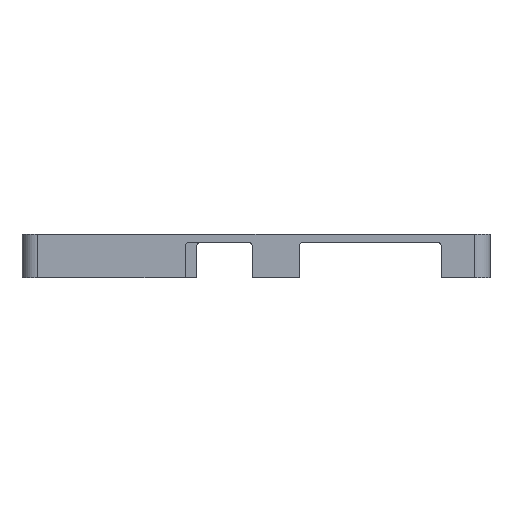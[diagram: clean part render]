
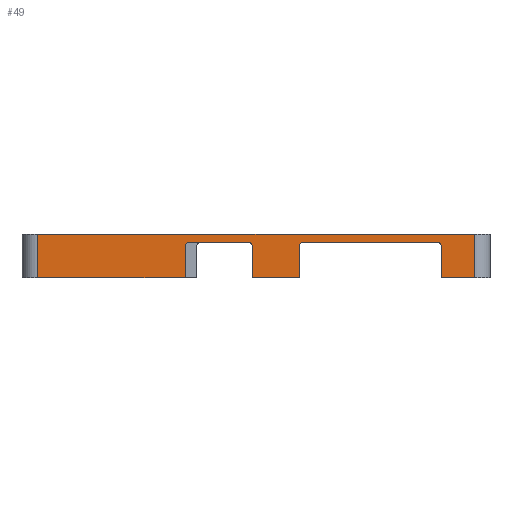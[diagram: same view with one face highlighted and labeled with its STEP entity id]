
A CAD part, front view. The second image highlights one B-rep face of the part: STEP entity #49.
In plain terms, the highlighted planar face has unit normal (0, -1, 0).
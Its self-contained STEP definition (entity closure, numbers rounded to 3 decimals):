
#39 = CARTESIAN_POINT ( 'NONE',  ( -27.7, -21.7, 0. ) ) ;
#49 = ADVANCED_FACE ( 'NONE', ( #10532 ), #605, .T. ) ;
#110 = CARTESIAN_POINT ( 'NONE',  ( 27.7, -21.7, -5.5 ) ) ;
#173 = DIRECTION ( 'NONE',  ( -1., 0., 0. ) ) ;
#247 = ORIENTED_EDGE ( 'NONE', *, *, #5711, .T. ) ;
#267 = VECTOR ( 'NONE', #974, 1000. ) ;
#564 = EDGE_CURVE ( 'NONE', #7427, #5607, #734, .T. ) ;
#605 = PLANE ( 'NONE',  #7109 ) ;
#734 = LINE ( 'NONE', #5165, #864 ) ;
#858 = EDGE_CURVE ( 'NONE', #5789, #8438, #14048, .T. ) ;
#864 = VECTOR ( 'NONE', #9573, 1000. ) ;
#903 = LINE ( 'NONE', #3087, #5155 ) ;
#950 = CARTESIAN_POINT ( 'NONE',  ( -27.7, -21.7, -5.5 ) ) ;
#974 = DIRECTION ( 'NONE',  ( 0., 0., -1. ) ) ;
#1020 = EDGE_CURVE ( 'NONE', #11017, #5789, #1335, .T. ) ;
#1221 = DIRECTION ( 'NONE',  ( -1., 0., 0. ) ) ;
#1335 = CIRCLE ( 'NONE', #5292, 0.5 ) ;
#1380 = ORIENTED_EDGE ( 'NONE', *, *, #4012, .T. ) ;
#1478 = CARTESIAN_POINT ( 'NONE',  ( -1., -21.7, -1. ) ) ;
#1754 = DIRECTION ( 'NONE',  ( -1., 0., 0. ) ) ;
#1800 = VECTOR ( 'NONE', #1221, 1000. ) ;
#1846 = CARTESIAN_POINT ( 'NONE',  ( 23., -21.7, -1.5 ) ) ;
#1894 = EDGE_CURVE ( 'NONE', #11017, #10714, #10353, .T. ) ;
#2056 = VERTEX_POINT ( 'NONE', #12742 ) ;
#2058 = EDGE_CURVE ( 'NONE', #7427, #10714, #11085, .T. ) ;
#2135 = ORIENTED_EDGE ( 'NONE', *, *, #564, .F. ) ;
#2199 = DIRECTION ( 'NONE',  ( 0., 0., -1. ) ) ;
#2226 = CARTESIAN_POINT ( 'NONE',  ( -1., -21.7, -1.5 ) ) ;
#2377 = CIRCLE ( 'NONE', #11866, 0.5 ) ;
#2548 = VERTEX_POINT ( 'NONE', #39 ) ;
#2735 = ORIENTED_EDGE ( 'NONE', *, *, #5242, .F. ) ;
#2745 = LINE ( 'NONE', #10290, #7212 ) ;
#3087 = CARTESIAN_POINT ( 'NONE',  ( 23.5, -21.7, -1.5 ) ) ;
#3604 = CARTESIAN_POINT ( 'NONE',  ( 23.5, -21.7, -5.5 ) ) ;
#3709 = CARTESIAN_POINT ( 'NONE',  ( 27.7, -21.7, 0. ) ) ;
#3739 = CIRCLE ( 'NONE', #9985, 0.5 ) ;
#4012 = EDGE_CURVE ( 'NONE', #7625, #2548, #13897, .T. ) ;
#4210 = CARTESIAN_POINT ( 'NONE',  ( 5.5, -21.7, -1.5 ) ) ;
#4510 = EDGE_CURVE ( 'NONE', #13539, #9414, #11629, .T. ) ;
#4947 = ORIENTED_EDGE ( 'NONE', *, *, #858, .T. ) ;
#5001 = DIRECTION ( 'NONE',  ( -1., 0., 0. ) ) ;
#5014 = ORIENTED_EDGE ( 'NONE', *, *, #1894, .F. ) ;
#5073 = CARTESIAN_POINT ( 'NONE',  ( -8.5, -21.7, -1.5 ) ) ;
#5128 = CARTESIAN_POINT ( 'NONE',  ( 5.5, -21.7, -5.5 ) ) ;
#5155 = VECTOR ( 'NONE', #2199, 1000. ) ;
#5165 = CARTESIAN_POINT ( 'NONE',  ( -9., -21.7, -1.5 ) ) ;
#5242 = EDGE_CURVE ( 'NONE', #11630, #2548, #2745, .T. ) ;
#5292 = AXIS2_PLACEMENT_3D ( 'NONE', #2226, #9775, #8901 ) ;
#5423 = VECTOR ( 'NONE', #11259, 1000. ) ;
#5607 = VERTEX_POINT ( 'NONE', #8293 ) ;
#5622 = LINE ( 'NONE', #11196, #12037 ) ;
#5711 = EDGE_CURVE ( 'NONE', #10055, #12404, #903, .T. ) ;
#5789 = VERTEX_POINT ( 'NONE', #7565 ) ;
#5812 = CARTESIAN_POINT ( 'NONE',  ( -1., -21.7, -1. ) ) ;
#5844 = LINE ( 'NONE', #110, #9069 ) ;
#6003 = EDGE_CURVE ( 'NONE', #13539, #7976, #2377, .T. ) ;
#6118 = DIRECTION ( 'NONE',  ( 0., 1., 0. ) ) ;
#6198 = VECTOR ( 'NONE', #13767, 1000. ) ;
#6460 = LINE ( 'NONE', #8693, #1800 ) ;
#6779 = LINE ( 'NONE', #6918, #5423 ) ;
#6918 = CARTESIAN_POINT ( 'NONE',  ( 5.5, -21.7, -5.5 ) ) ;
#7042 = DIRECTION ( 'NONE',  ( 0., 0., 1. ) ) ;
#7109 = AXIS2_PLACEMENT_3D ( 'NONE', #8359, #9591, #1754 ) ;
#7212 = VECTOR ( 'NONE', #7042, 1000. ) ;
#7219 = EDGE_CURVE ( 'NONE', #9414, #8438, #6779, .T. ) ;
#7427 = VERTEX_POINT ( 'NONE', #9433 ) ;
#7475 = ORIENTED_EDGE ( 'NONE', *, *, #13441, .F. ) ;
#7565 = CARTESIAN_POINT ( 'NONE',  ( -0.5, -21.7, -1.5 ) ) ;
#7604 = AXIS2_PLACEMENT_3D ( 'NONE', #5073, #10643, #5001 ) ;
#7625 = VERTEX_POINT ( 'NONE', #3709 ) ;
#7778 = ORIENTED_EDGE ( 'NONE', *, *, #7219, .F. ) ;
#7936 = VECTOR ( 'NONE', #13646, 1000. ) ;
#7976 = VERTEX_POINT ( 'NONE', #14133 ) ;
#8066 = ORIENTED_EDGE ( 'NONE', *, *, #4510, .F. ) ;
#8189 = EDGE_CURVE ( 'NONE', #2056, #10055, #3739, .T. ) ;
#8293 = CARTESIAN_POINT ( 'NONE',  ( -9., -21.7, -5.5 ) ) ;
#8359 = CARTESIAN_POINT ( 'NONE',  ( 29.7, -21.7, 0. ) ) ;
#8387 = DIRECTION ( 'NONE',  ( -1., 0., 0. ) ) ;
#8412 = ORIENTED_EDGE ( 'NONE', *, *, #1020, .T. ) ;
#8432 = EDGE_CURVE ( 'NONE', #2056, #7976, #5622, .T. ) ;
#8438 = VERTEX_POINT ( 'NONE', #11261 ) ;
#8498 = EDGE_LOOP ( 'NONE', ( #7475, #2135, #14046, #5014, #8412, #4947, #7778, #8066, #11527, #12881, #14213, #247, #14028, #13618, #1380, #2735 ) ) ;
#8693 = CARTESIAN_POINT ( 'NONE',  ( -9., -21.7, -5.5 ) ) ;
#8901 = DIRECTION ( 'NONE',  ( 0., 0., 1. ) ) ;
#9009 = LINE ( 'NONE', #9152, #7936 ) ;
#9047 = VECTOR ( 'NONE', #8387, 1000. ) ;
#9069 = VECTOR ( 'NONE', #9096, 1000. ) ;
#9096 = DIRECTION ( 'NONE',  ( 0., 0., 1. ) ) ;
#9152 = CARTESIAN_POINT ( 'NONE',  ( 27.7, -21.7, -5.5 ) ) ;
#9414 = VERTEX_POINT ( 'NONE', #5128 ) ;
#9433 = CARTESIAN_POINT ( 'NONE',  ( -9., -21.7, -1.5 ) ) ;
#9573 = DIRECTION ( 'NONE',  ( 0., 0., -1. ) ) ;
#9591 = DIRECTION ( 'NONE',  ( 0., -1., 0. ) ) ;
#9636 = EDGE_CURVE ( 'NONE', #11896, #7625, #5844, .T. ) ;
#9775 = DIRECTION ( 'NONE',  ( 0., 1., 0. ) ) ;
#9985 = AXIS2_PLACEMENT_3D ( 'NONE', #1846, #10695, #10618 ) ;
#10055 = VERTEX_POINT ( 'NONE', #12334 ) ;
#10290 = CARTESIAN_POINT ( 'NONE',  ( -27.7, -21.7, -5.5 ) ) ;
#10353 = LINE ( 'NONE', #5812, #12680 ) ;
#10532 = FACE_OUTER_BOUND ( 'NONE', #8498, .T. ) ;
#10618 = DIRECTION ( 'NONE',  ( 0., 0., 1. ) ) ;
#10643 = DIRECTION ( 'NONE',  ( 0., 1., 0. ) ) ;
#10695 = DIRECTION ( 'NONE',  ( 0., 1., 0. ) ) ;
#10714 = VERTEX_POINT ( 'NONE', #12801 ) ;
#10977 = CARTESIAN_POINT ( 'NONE',  ( 5.5, -21.7, -1.5 ) ) ;
#11017 = VERTEX_POINT ( 'NONE', #1478 ) ;
#11085 = CIRCLE ( 'NONE', #7604, 0.5 ) ;
#11196 = CARTESIAN_POINT ( 'NONE',  ( 23., -21.7, -1. ) ) ;
#11259 = DIRECTION ( 'NONE',  ( -1., 0., 0. ) ) ;
#11261 = CARTESIAN_POINT ( 'NONE',  ( -0.5, -21.7, -5.5 ) ) ;
#11311 = EDGE_CURVE ( 'NONE', #11896, #12404, #9009, .T. ) ;
#11456 = DIRECTION ( 'NONE',  ( -1., 0., 0. ) ) ;
#11476 = CARTESIAN_POINT ( 'NONE',  ( 6., -21.7, -1.5 ) ) ;
#11527 = ORIENTED_EDGE ( 'NONE', *, *, #6003, .T. ) ;
#11629 = LINE ( 'NONE', #10977, #267 ) ;
#11630 = VERTEX_POINT ( 'NONE', #950 ) ;
#11684 = DIRECTION ( 'NONE',  ( -1., 0., 0. ) ) ;
#11866 = AXIS2_PLACEMENT_3D ( 'NONE', #11476, #6118, #11684 ) ;
#11882 = CARTESIAN_POINT ( 'NONE',  ( -0.5, -21.7, -1.5 ) ) ;
#11896 = VERTEX_POINT ( 'NONE', #13984 ) ;
#12037 = VECTOR ( 'NONE', #173, 1000. ) ;
#12334 = CARTESIAN_POINT ( 'NONE',  ( 23.5, -21.7, -1.5 ) ) ;
#12404 = VERTEX_POINT ( 'NONE', #3604 ) ;
#12594 = CARTESIAN_POINT ( 'NONE',  ( 27.7, -21.7, 0. ) ) ;
#12680 = VECTOR ( 'NONE', #11456, 1000. ) ;
#12742 = CARTESIAN_POINT ( 'NONE',  ( 23., -21.7, -1. ) ) ;
#12801 = CARTESIAN_POINT ( 'NONE',  ( -8.5, -21.7, -1. ) ) ;
#12881 = ORIENTED_EDGE ( 'NONE', *, *, #8432, .F. ) ;
#13441 = EDGE_CURVE ( 'NONE', #5607, #11630, #6460, .T. ) ;
#13539 = VERTEX_POINT ( 'NONE', #4210 ) ;
#13618 = ORIENTED_EDGE ( 'NONE', *, *, #9636, .T. ) ;
#13646 = DIRECTION ( 'NONE',  ( -1., 0., 0. ) ) ;
#13767 = DIRECTION ( 'NONE',  ( 0., 0., -1. ) ) ;
#13897 = LINE ( 'NONE', #12594, #9047 ) ;
#13984 = CARTESIAN_POINT ( 'NONE',  ( 27.7, -21.7, -5.5 ) ) ;
#14028 = ORIENTED_EDGE ( 'NONE', *, *, #11311, .F. ) ;
#14046 = ORIENTED_EDGE ( 'NONE', *, *, #2058, .T. ) ;
#14048 = LINE ( 'NONE', #11882, #6198 ) ;
#14133 = CARTESIAN_POINT ( 'NONE',  ( 6., -21.7, -1. ) ) ;
#14213 = ORIENTED_EDGE ( 'NONE', *, *, #8189, .T. ) ;
